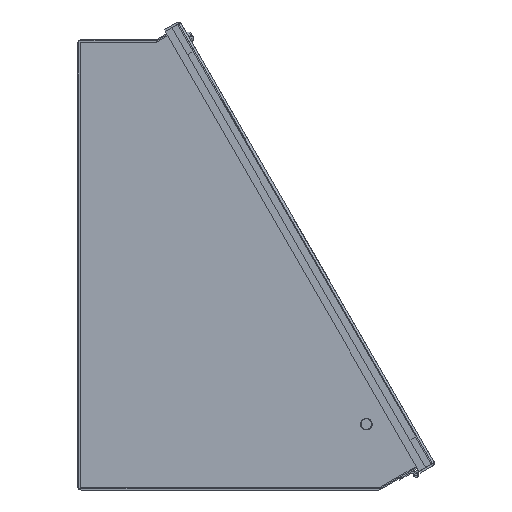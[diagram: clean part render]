
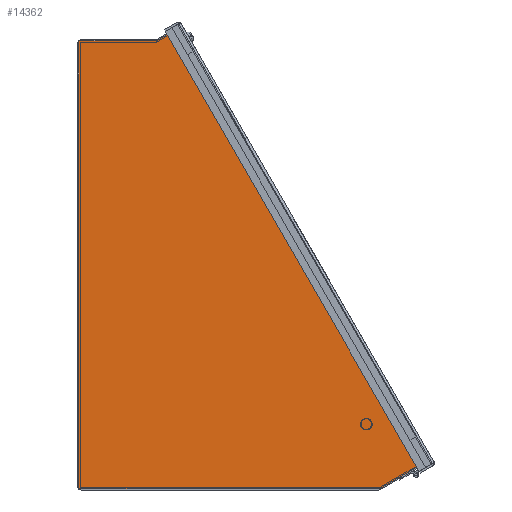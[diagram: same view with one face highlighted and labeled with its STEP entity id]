
A CAD part, left-side view. The second image highlights one B-rep face of the part: STEP entity #14362.
In plain terms, the highlighted planar face has unit normal (-1, 0, 0).
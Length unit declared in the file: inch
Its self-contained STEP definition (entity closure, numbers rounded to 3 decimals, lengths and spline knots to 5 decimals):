
#99 = CARTESIAN_POINT ( 'NONE',  ( -18., -10.70218, 1.44407 ) ) ;
#340 = LINE ( 'NONE', #5727, #21448 ) ;
#455 = ORIENTED_EDGE ( 'NONE', *, *, #18195, .F. ) ;
#674 = LINE ( 'NONE', #14734, #10896 ) ;
#761 = VECTOR ( 'NONE', #18537, 39.37008 ) ;
#854 = LINE ( 'NONE', #19415, #32316 ) ;
#881 = VECTOR ( 'NONE', #5167, 39.37008 ) ;
#1078 = DIRECTION ( 'NONE',  ( 0., -0.5, -0.866 ) ) ;
#1764 = EDGE_CURVE ( 'NONE', #27394, #19063, #674, .T. ) ;
#2093 = VECTOR ( 'NONE', #24197, 39.37008 ) ;
#2335 = PLANE ( 'NONE',  #16940 ) ;
#2661 = VECTOR ( 'NONE', #3051, 39.37008 ) ;
#2689 = DIRECTION ( 'NONE',  ( 1., 0., 0. ) ) ;
#2848 = CARTESIAN_POINT ( 'NONE',  ( -18., -10.76457, 1.48001 ) ) ;
#2880 = ORIENTED_EDGE ( 'NONE', *, *, #5543, .T. ) ;
#3004 = DIRECTION ( 'NONE',  ( 0., 0., -1. ) ) ;
#3051 = DIRECTION ( 'NONE',  ( 0., -1., 0. ) ) ;
#4268 = EDGE_CURVE ( 'NONE', #28986, #28967, #18876, .T. ) ;
#5167 = DIRECTION ( 'NONE',  ( 0., -0.866, 0.5 ) ) ;
#5406 = CARTESIAN_POINT ( 'NONE',  ( -18., -9.62957, 0.036 ) ) ;
#5543 = EDGE_CURVE ( 'NONE', #27394, #18290, #35365, .T. ) ;
#5727 = CARTESIAN_POINT ( 'NONE',  ( -18., -3.41509, 14.06353 ) ) ;
#7611 = EDGE_LOOP ( 'NONE', ( #18484, #12363, #11562, #13361, #10056, #25858, #20262, #2880, #455, #13003, #9924, #27288 ) ) ;
#8397 = DIRECTION ( 'NONE',  ( 0., 0.866, -0.5 ) ) ;
#8666 = CARTESIAN_POINT ( 'NONE',  ( -18., -3.1359, 14.691 ) ) ;
#9542 = EDGE_CURVE ( 'NONE', #22442, #28986, #27749, .T. ) ;
#9591 = VECTOR ( 'NONE', #1078, 39.37008 ) ;
#9924 = ORIENTED_EDGE ( 'NONE', *, *, #22811, .T. ) ;
#10056 = ORIENTED_EDGE ( 'NONE', *, *, #27166, .F. ) ;
#10896 = VECTOR ( 'NONE', #20686, 39.37008 ) ;
#11562 = ORIENTED_EDGE ( 'NONE', *, *, #22962, .F. ) ;
#11677 = VECTOR ( 'NONE', #30587, 39.37008 ) ;
#11806 = DIRECTION ( 'NONE',  ( 0., -0.5, -0.866 ) ) ;
#12363 = ORIENTED_EDGE ( 'NONE', *, *, #4268, .T. ) ;
#12704 = CARTESIAN_POINT ( 'NONE',  ( -18., -3.4774, 14.0996 ) ) ;
#13003 = ORIENTED_EDGE ( 'NONE', *, *, #18275, .T. ) ;
#13361 = ORIENTED_EDGE ( 'NONE', *, *, #24530, .T. ) ;
#13407 = CARTESIAN_POINT ( 'NONE',  ( -18., -10.76457, 1.48001 ) ) ;
#13679 = DIRECTION ( 'NONE',  ( 0., -0.5, -0.866 ) ) ;
#13997 = VECTOR ( 'NONE', #8397, 39.37008 ) ;
#14362 = ADVANCED_FACE ( 'NONE', ( #34968 ), #2335, .F. ) ;
#14541 = CARTESIAN_POINT ( 'NONE',  ( -18., -0.036, 14.329 ) ) ;
#14734 = CARTESIAN_POINT ( 'NONE',  ( -18., -3.41509, 14.06353 ) ) ;
#14862 = CARTESIAN_POINT ( 'NONE',  ( -18., -3.1359, 14.691 ) ) ;
#14991 = VERTEX_POINT ( 'NONE', #99 ) ;
#15139 = CARTESIAN_POINT ( 'NONE',  ( -18., -3.41509, 14.06353 ) ) ;
#16548 = CARTESIAN_POINT ( 'NONE',  ( -18., -0.036, 0.036 ) ) ;
#16940 = AXIS2_PLACEMENT_3D ( 'NONE', #16548, #2689, #19075 ) ;
#17065 = LINE ( 'NONE', #2848, #11677 ) ;
#18195 = EDGE_CURVE ( 'NONE', #22285, #18290, #33960, .T. ) ;
#18217 = CARTESIAN_POINT ( 'NONE',  ( -18., -9.62957, 0.036 ) ) ;
#18275 = EDGE_CURVE ( 'NONE', #22285, #25691, #26250, .T. ) ;
#18290 = VERTEX_POINT ( 'NONE', #12704 ) ;
#18484 = ORIENTED_EDGE ( 'NONE', *, *, #9542, .T. ) ;
#18537 = DIRECTION ( 'NONE',  ( 0., 1., 0. ) ) ;
#18559 = VECTOR ( 'NONE', #26421, 39.37008 ) ;
#18876 = LINE ( 'NONE', #29865, #881 ) ;
#19063 = VERTEX_POINT ( 'NONE', #15139 ) ;
#19075 = DIRECTION ( 'NONE',  ( 0., 0., 1. ) ) ;
#19415 = CARTESIAN_POINT ( 'NONE',  ( -18., -0.036, 0.036 ) ) ;
#19618 = CARTESIAN_POINT ( 'NONE',  ( -18., -10.70222, 1.44401 ) ) ;
#20262 = ORIENTED_EDGE ( 'NONE', *, *, #1764, .F. ) ;
#20686 = DIRECTION ( 'NONE',  ( 0., -0.5, -0.866 ) ) ;
#20905 = CARTESIAN_POINT ( 'NONE',  ( -18., -11.10608, 0.88861 ) ) ;
#21311 = CARTESIAN_POINT ( 'NONE',  ( -18., -3.44623, 14.0816 ) ) ;
#21448 = VECTOR ( 'NONE', #13679, 39.37008 ) ;
#21519 = CARTESIAN_POINT ( 'NONE',  ( -18., -2.509, 14.329 ) ) ;
#21917 = CARTESIAN_POINT ( 'NONE',  ( -18., -10.7334, 1.46201 ) ) ;
#22285 = VERTEX_POINT ( 'NONE', #8666 ) ;
#22442 = VERTEX_POINT ( 'NONE', #24544 ) ;
#22811 = EDGE_CURVE ( 'NONE', #25691, #28094, #32931, .T. ) ;
#22962 = EDGE_CURVE ( 'NONE', #23711, #28967, #17065, .T. ) ;
#23711 = VERTEX_POINT ( 'NONE', #13407 ) ;
#24197 = DIRECTION ( 'NONE',  ( 0., -0.866, 0.5 ) ) ;
#24530 = EDGE_CURVE ( 'NONE', #23711, #27043, #24990, .T. ) ;
#24544 = CARTESIAN_POINT ( 'NONE',  ( -18., -0.036, 0.036 ) ) ;
#24990 = LINE ( 'NONE', #21917, #13997 ) ;
#25585 = LINE ( 'NONE', #19618, #9591 ) ;
#25691 = VERTEX_POINT ( 'NONE', #34614 ) ;
#25858 = ORIENTED_EDGE ( 'NONE', *, *, #27886, .F. ) ;
#26250 = LINE ( 'NONE', #21519, #18559 ) ;
#26421 = DIRECTION ( 'NONE',  ( 0., 0.866, -0.5 ) ) ;
#27043 = VERTEX_POINT ( 'NONE', #27214 ) ;
#27166 = EDGE_CURVE ( 'NONE', #14991, #27043, #25585, .T. ) ;
#27185 = CARTESIAN_POINT ( 'NONE',  ( -18., -0.036, 14.329 ) ) ;
#27214 = CARTESIAN_POINT ( 'NONE',  ( -18., -10.70222, 1.44401 ) ) ;
#27288 = ORIENTED_EDGE ( 'NONE', *, *, #33103, .T. ) ;
#27394 = VERTEX_POINT ( 'NONE', #29523 ) ;
#27749 = LINE ( 'NONE', #5406, #2661 ) ;
#27886 = EDGE_CURVE ( 'NONE', #19063, #14991, #340, .T. ) ;
#28094 = VERTEX_POINT ( 'NONE', #14541 ) ;
#28967 = VERTEX_POINT ( 'NONE', #20905 ) ;
#28986 = VERTEX_POINT ( 'NONE', #18217 ) ;
#29523 = CARTESIAN_POINT ( 'NONE',  ( -18., -3.41505, 14.0636 ) ) ;
#29865 = CARTESIAN_POINT ( 'NONE',  ( -18., -11.0749, 0.87061 ) ) ;
#30587 = DIRECTION ( 'NONE',  ( 0., -0.5, -0.866 ) ) ;
#32316 = VECTOR ( 'NONE', #3004, 39.37008 ) ;
#32931 = LINE ( 'NONE', #27185, #761 ) ;
#33103 = EDGE_CURVE ( 'NONE', #28094, #22442, #854, .T. ) ;
#33960 = LINE ( 'NONE', #14862, #34089 ) ;
#34089 = VECTOR ( 'NONE', #11806, 39.37008 ) ;
#34614 = CARTESIAN_POINT ( 'NONE',  ( -18., -2.509, 14.329 ) ) ;
#34968 = FACE_OUTER_BOUND ( 'NONE', #7611, .T. ) ;
#35365 = LINE ( 'NONE', #21311, #2093 ) ;
